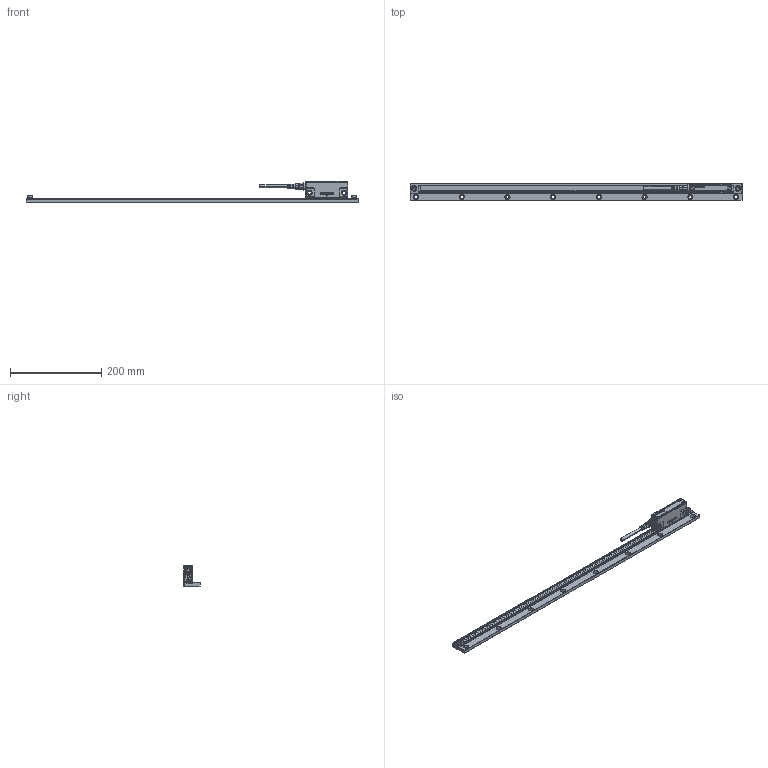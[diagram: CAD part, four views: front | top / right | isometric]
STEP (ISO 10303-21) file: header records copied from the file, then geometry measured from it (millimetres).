
FILE_DESCRIPTION(('CATIA V5 STEP','CAx-IF Rec.Pracs.--- Model Styling and Organization---1.4--- 2014-01-23'),'2;1');
FILE_NAME('SQ47-059R.stp','2019-11-12T06:32:46+00:00',('none'),('none'),'CATIA Version 5-6 Release 2017 SP5','CATIA V5 STEP AP214','none');
FILE_SCHEMA(('AUTOMOTIVE_DESIGN { 1 0 10303 214 1 1 1 1 }'));
Products named in the file (3): SQ47-059R; Head_ASSY_R; Scale bese 590
Assembly tree (2 placements, depth 2):
  SQ47-059R
    Head_ASSY_R
    Scale bese 590
Bounding box: 726 x 37 x 46.38 mm (x, y, z)
Volume: 288081.6 mm3; surface area: 107093 mm2
Topology: 2 solids, 23 shells, 3079 faces, 8341 edges, 5372 vertices
Faces by surface type: cone 1170, plane 741, cylinder 590, bspline 389, torus 177, sphere 12
Entity records: 110601 total; most frequent: CARTESIAN_POINT 40043, ORIENTED_EDGE 16634, DIRECTION 10911, EDGE_CURVE 8317, AXIS2_PLACEMENT_3D 5637, VERTEX_POINT 5372, CIRCLE 3562, EDGE_LOOP 3261
